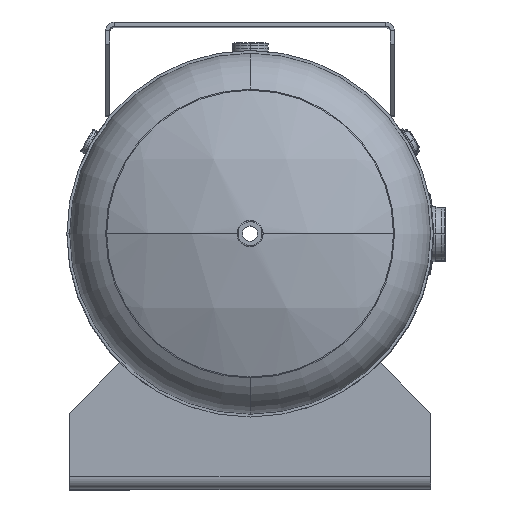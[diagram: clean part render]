
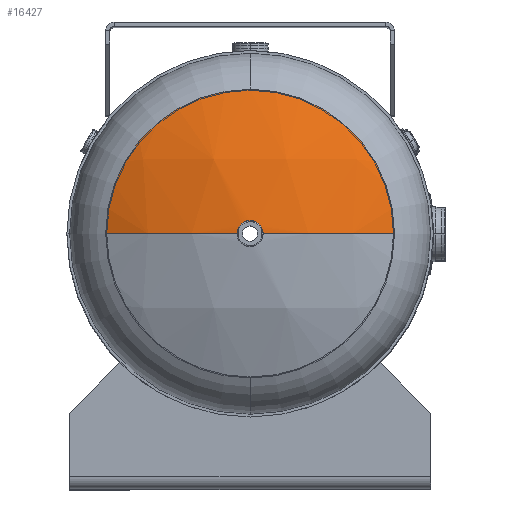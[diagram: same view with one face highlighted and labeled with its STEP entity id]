
A CAD part, top view. The second image highlights one B-rep face of the part: STEP entity #16427.
In plain terms, the highlighted spherical face has radius 457.2 mm.
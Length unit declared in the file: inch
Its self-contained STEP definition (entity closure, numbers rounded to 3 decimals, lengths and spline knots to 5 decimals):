
#88 = CIRCLE ( 'NONE', #4911, 18. ) ;
#299 = ORIENTED_EDGE ( 'NONE', *, *, #8115, .F. ) ;
#980 = CIRCLE ( 'NONE', #12290, 18. ) ;
#1244 = CARTESIAN_POINT ( 'NONE',  ( 0., 4.54688, 0. ) ) ;
#1360 = CARTESIAN_POINT ( 'NONE',  ( 0.7215, 6.4079, 0. ) ) ;
#1608 = EDGE_CURVE ( 'NONE', #10758, #11225, #15627, .T. ) ;
#2505 = CARTESIAN_POINT ( 'NONE',  ( 0., 4.54688, 0. ) ) ;
#2857 = ORIENTED_EDGE ( 'NONE', *, *, #9294, .F. ) ;
#3064 = FACE_OUTER_BOUND ( 'NONE', #14339, .T. ) ;
#3194 = CARTESIAN_POINT ( 'NONE',  ( 0., -11.57764, 0. ) ) ;
#3673 = CARTESIAN_POINT ( 'NONE',  ( 0., 4.54688, -8. ) ) ;
#3932 = DIRECTION ( 'NONE',  ( 0., -1., 0. ) ) ;
#4241 = AXIS2_PLACEMENT_3D ( 'NONE', #1244, #8265, #8180 ) ;
#4417 = DIRECTION ( 'NONE',  ( 0., 1., 0. ) ) ;
#4481 = DIRECTION ( 'NONE',  ( 1., 0., 0. ) ) ;
#4559 = AXIS2_PLACEMENT_3D ( 'NONE', #4595, #4417, #7343 ) ;
#4595 = CARTESIAN_POINT ( 'NONE',  ( 0., 6.4079, 0. ) ) ;
#4672 = DIRECTION ( 'NONE',  ( 1., 0., 0. ) ) ;
#4911 = AXIS2_PLACEMENT_3D ( 'NONE', #3194, #13844, #12590 ) ;
#6539 = CIRCLE ( 'NONE', #4559, 0.7215 ) ;
#7343 = DIRECTION ( 'NONE',  ( 0., 0., -1. ) ) ;
#7409 = DIRECTION ( 'NONE',  ( 0., 0., 1. ) ) ;
#7925 = CIRCLE ( 'NONE', #4241, 8. ) ;
#7929 = DIRECTION ( 'NONE',  ( 0., 0., -1. ) ) ;
#8115 = EDGE_CURVE ( 'NONE', #17404, #14493, #980, .T. ) ;
#8180 = DIRECTION ( 'NONE',  ( 0., 0., -1. ) ) ;
#8265 = DIRECTION ( 'NONE',  ( 0., -1., 0. ) ) ;
#8479 = SPHERICAL_SURFACE ( 'NONE', #14236, 18. ) ;
#8796 = CARTESIAN_POINT ( 'NONE',  ( 8., 4.54688, 0. ) ) ;
#9294 = EDGE_CURVE ( 'NONE', #14493, #10758, #7925, .T. ) ;
#10758 = VERTEX_POINT ( 'NONE', #3673 ) ;
#11221 = CARTESIAN_POINT ( 'NONE',  ( 0., -11.57764, 0. ) ) ;
#11225 = VERTEX_POINT ( 'NONE', #8796 ) ;
#11357 = ORIENTED_EDGE ( 'NONE', *, *, #16094, .F. ) ;
#11762 = EDGE_CURVE ( 'NONE', #13198, #11225, #88, .T. ) ;
#12290 = AXIS2_PLACEMENT_3D ( 'NONE', #11221, #12643, #4672 ) ;
#12590 = DIRECTION ( 'NONE',  ( -1., 0., 0. ) ) ;
#12643 = DIRECTION ( 'NONE',  ( 0., 0., 1. ) ) ;
#13198 = VERTEX_POINT ( 'NONE', #1360 ) ;
#13844 = DIRECTION ( 'NONE',  ( 0., 0., -1. ) ) ;
#13983 = CARTESIAN_POINT ( 'NONE',  ( 0., -11.57764, 0. ) ) ;
#14105 = CARTESIAN_POINT ( 'NONE',  ( -8., 4.54688, 0. ) ) ;
#14210 = AXIS2_PLACEMENT_3D ( 'NONE', #2505, #3932, #7929 ) ;
#14236 = AXIS2_PLACEMENT_3D ( 'NONE', #13983, #7409, #4481 ) ;
#14339 = EDGE_LOOP ( 'NONE', ( #299, #11357, #15609, #16034, #2857 ) ) ;
#14493 = VERTEX_POINT ( 'NONE', #14105 ) ;
#15205 = CARTESIAN_POINT ( 'NONE',  ( -0.7215, 6.4079, 0. ) ) ;
#15609 = ORIENTED_EDGE ( 'NONE', *, *, #11762, .T. ) ;
#15627 = CIRCLE ( 'NONE', #14210, 8. ) ;
#16034 = ORIENTED_EDGE ( 'NONE', *, *, #1608, .F. ) ;
#16094 = EDGE_CURVE ( 'NONE', #13198, #17404, #6539, .T. ) ;
#16427 = ADVANCED_FACE ( 'NONE', ( #3064 ), #8479, .T. ) ;
#17404 = VERTEX_POINT ( 'NONE', #15205 ) ;
